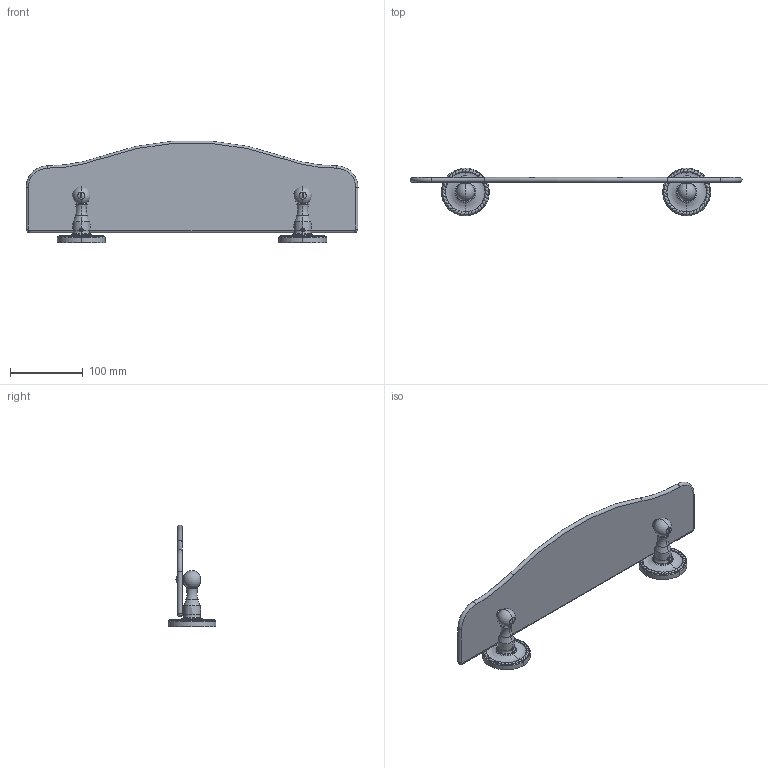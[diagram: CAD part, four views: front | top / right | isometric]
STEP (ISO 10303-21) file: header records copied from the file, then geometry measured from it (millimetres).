
FILE_DESCRIPTION((''),'2;1');
FILE_NAME('1534T-18_ASM','2015-01-05T',('rsmith'),(''),'PRO/ENGINEER BY PARAMETRIC TECHNOLOGY CORPORATION, 2013150','PRO/ENGINEER BY PARAMETRIC TECHNOLOGY CORPORATION, 2013150','');
FILE_SCHEMA(('CONFIG_CONTROL_DESIGN'));
Length unit declared in the file: inch
Products named in the file (11): 1134-18TSCL; 11XX; 1500C; 1134P; 92308; 34N; 91611; 91488; 34S; 1534B_12_ASM; 1534T-18_ASM
Assembly tree (18 placements, depth 3):
  1534T-18_ASM
    1134-18TSCL
    1534B_12_ASM
      11XX  x2
      1500C  x2
      1134P  x2
      92308  x2
      34N  x2
      91611  x2
      91488  x2
      34S  x2
Bounding box: 457.2 x 65.79 x 140.2 mm (x, y, z)
Volume: 376594.4 mm3; surface area: 170684.5 mm2
Topology: 17 solids, 27 shells, 968 faces, 3376 edges, 2158 vertices
Faces by surface type: bspline 308, cylinder 275, plane 176, sphere 104, torus 57, cone 48
Entity records: 31073 total; most frequent: CARTESIAN_POINT 17154, ORIENTED_EDGE 2911, DIRECTION 2867, EDGE_CURVE 1619, AXIS2_PLACEMENT_3D 1276, VERTEX_POINT 1093, CIRCLE 886, EDGE_LOOP 533
